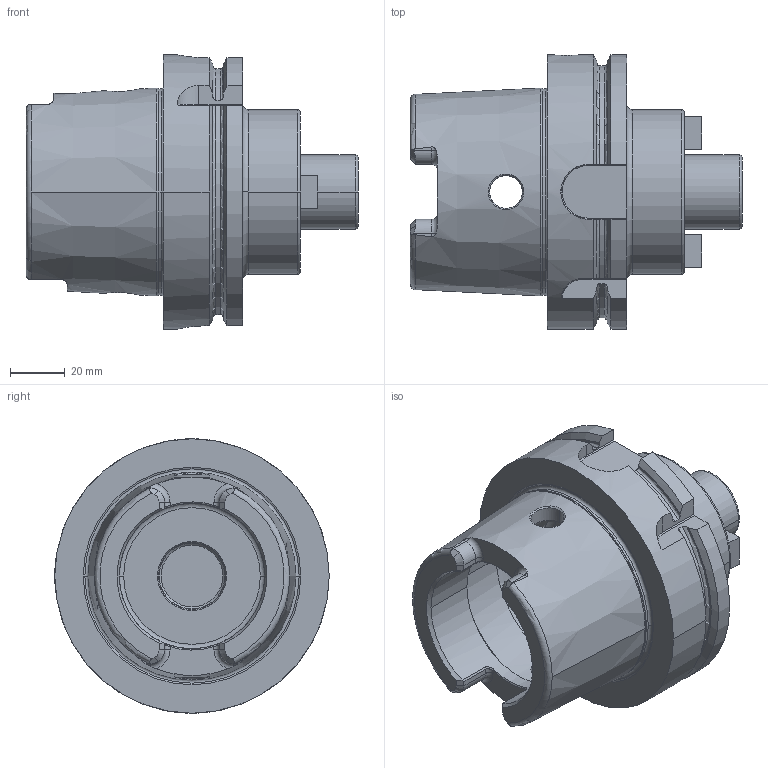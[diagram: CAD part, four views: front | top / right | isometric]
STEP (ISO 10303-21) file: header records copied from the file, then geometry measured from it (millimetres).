
FILE_DESCRIPTION((''),'2;1');
FILE_NAME('A100-050-27','2011-09-13T',('mei'),(''),'PRO/ENGINEER BY PARAMETRIC TECHNOLOGY CORPORATION, 2010430','PRO/ENGINEER BY PARAMETRIC TECHNOLOGY CORPORATION, 2010430','');
FILE_SCHEMA(('CONFIG_CONTROL_DESIGN'));
Length unit declared in the file: millimetre
Products named in the file (1): A100-050-27
Bounding box: 121 x 100 x 100 mm (x, y, z)
Volume: 324713.6 mm3; surface area: 58399.7 mm2
Topology: 1 solids, 4 shells, 191 faces, 479 edges, 294 vertices
Faces by surface type: plane 61, cylinder 55, torus 34, cone 31, bspline 8, extrusion 2
Entity records: 7115 total; most frequent: CARTESIAN_POINT 2587, ORIENTED_EDGE 942, DIRECTION 930, EDGE_CURVE 477, AXIS2_PLACEMENT_3D 361, VERTEX_POINT 294, VECTOR 208, LINE 206
